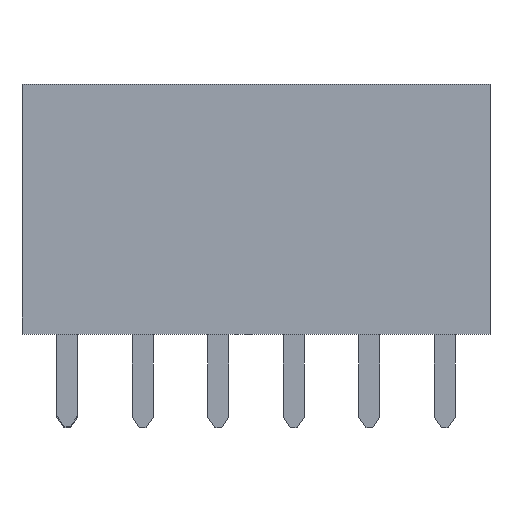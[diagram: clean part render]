
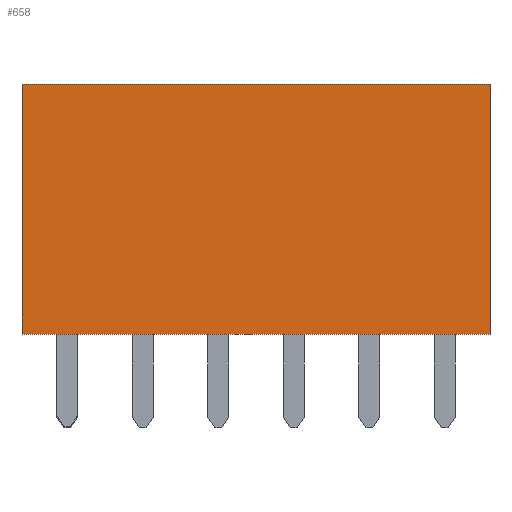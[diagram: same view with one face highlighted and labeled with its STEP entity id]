
A CAD part, front view. The second image highlights one B-rep face of the part: STEP entity #658.
In plain terms, the highlighted planar face has unit normal (0, -1, 0).
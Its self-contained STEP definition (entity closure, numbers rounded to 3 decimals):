
#658 = ADVANCED_FACE( '', ( #1242 ), #1243, .F. );
#1242 = FACE_OUTER_BOUND( '', #1819, .T. );
#1243 = PLANE( '', #1820 );
#1819 = EDGE_LOOP( '', ( #3313, #3314, #3315, #3316 ) );
#1820 = AXIS2_PLACEMENT_3D( '', #3317, #3318, #3319 );
#3313 = ORIENTED_EDGE( '', *, *, #4061, .F. );
#3314 = ORIENTED_EDGE( '', *, *, #3944, .F. );
#3315 = ORIENTED_EDGE( '', *, *, #3836, .F. );
#3316 = ORIENTED_EDGE( '', *, *, #4209, .F. );
#3317 = CARTESIAN_POINT( '', ( 0., -2.54, 0. ) );
#3318 = DIRECTION( '', ( 0., 1., 0. ) );
#3319 = DIRECTION( '', ( 0., 0., 1. ) );
#3836 = EDGE_CURVE( '', #4663, #4653, #4665, .T. );
#3944 = EDGE_CURVE( '', #4653, #4823, #4825, .T. );
#4061 = EDGE_CURVE( '', #4823, #4984, #4985, .T. );
#4209 = EDGE_CURVE( '', #4984, #4663, #5167, .T. );
#4653 = VERTEX_POINT( '', #5805 );
#4663 = VERTEX_POINT( '', #5820 );
#4665 = LINE( '', #5823, #5824 );
#4823 = VERTEX_POINT( '', #6064 );
#4825 = LINE( '', #6067, #6068 );
#4984 = VERTEX_POINT( '', #6315 );
#4985 = LINE( '', #6316, #6317 );
#5167 = LINE( '', #6599, #6600 );
#5805 = CARTESIAN_POINT( '', ( 7.87, -2.54, -4.2 ) );
#5820 = CARTESIAN_POINT( '', ( 7.87, -2.54, 4.2 ) );
#5823 = CARTESIAN_POINT( '', ( 7.87, -2.54, 4.2 ) );
#5824 = VECTOR( '', #6850, 1000. );
#6064 = CARTESIAN_POINT( '', ( -7.87, -2.54, -4.2 ) );
#6067 = CARTESIAN_POINT( '', ( 7.87, -2.54, -4.2 ) );
#6068 = VECTOR( '', #6934, 1000. );
#6315 = CARTESIAN_POINT( '', ( -7.87, -2.54, 4.2 ) );
#6316 = CARTESIAN_POINT( '', ( -7.87, -2.54, -4.2 ) );
#6317 = VECTOR( '', #7019, 1000. );
#6599 = CARTESIAN_POINT( '', ( -7.87, -2.54, 4.2 ) );
#6600 = VECTOR( '', #7116, 1000. );
#6850 = DIRECTION( '', ( 0., 0., -1. ) );
#6934 = DIRECTION( '', ( -1., 0., 0. ) );
#7019 = DIRECTION( '', ( 0., 0., 1. ) );
#7116 = DIRECTION( '', ( 1., 0., 0. ) );
